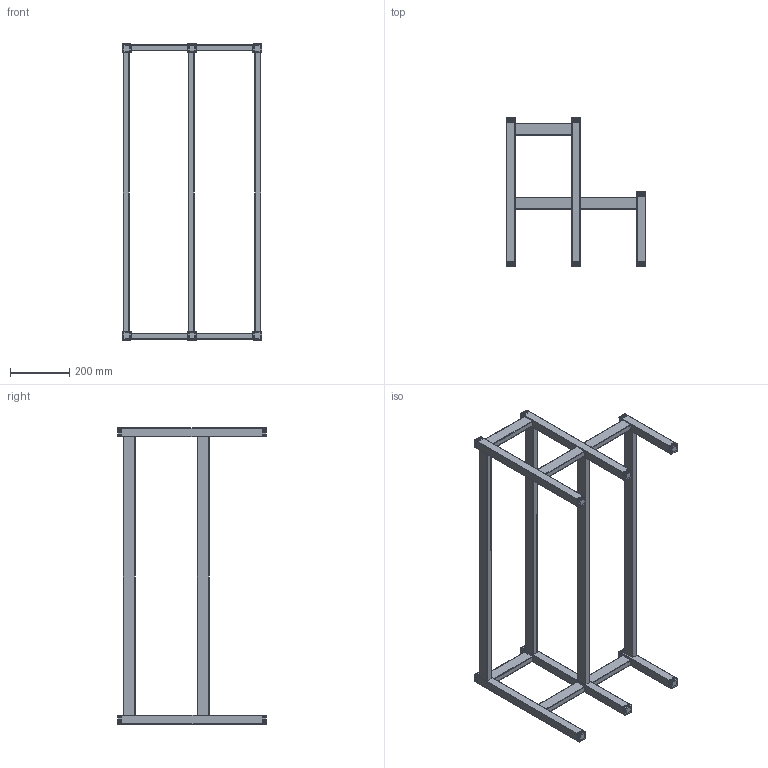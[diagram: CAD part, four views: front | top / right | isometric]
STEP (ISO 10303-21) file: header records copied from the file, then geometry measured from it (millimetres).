
FILE_DESCRIPTION (( 'STEP AP203' ), '1' );
FILE_NAME ('T76506.STEP', '2018-09-10T15:01:02', ( '' ), ( '' ), 'SwSTEP 2.0', 'SolidWorks 2016', '' );
FILE_SCHEMA (( 'CONFIG_CONTROL_DESIGN' ));
Length unit declared in the file: millimetre
Products named in the file (7): 30 X 30 X 1.5 ERW X 244; T77700; 40 X 20 X 1.5 ERW X 940; 40 X 20 X 1.5 ERW X 190; T76506; 30 X 30 X 1.5 ERW X 494; TH138
Assembly tree (29 placements, depth 3):
  T76506
    TH138
      40 X 20 X 1.5 ERW X 940  x4
      30 X 30 X 1.5 ERW X 244  x2
      30 X 30 X 1.5 ERW X 494  x4
      40 X 20 X 1.5 ERW X 190  x6
    T77700  x12
Bounding box: 470 x 502 x 1000 mm (x, y, z)
Volume: 1307187.3 mm3; surface area: 1730488.5 mm2
Topology: 28 solids, 28 shells, 1064 faces, 2640 edges, 1728 vertices
Faces by surface type: plane 712, cylinder 304, torus 48
Entity records: 5249 total; most frequent: DIRECTION 710, CARTESIAN_POINT 683, ORIENTED_EDGE 632, EDGE_CURVE 316, VECTOR 240, LINE 240, AXIS2_PLACEMENT_3D 235, VERTEX_POINT 208
